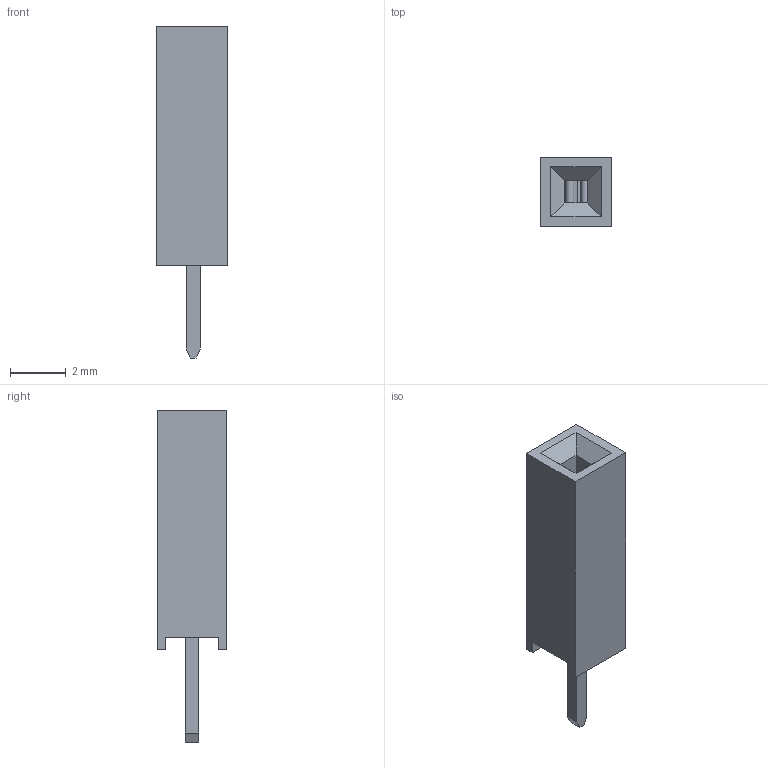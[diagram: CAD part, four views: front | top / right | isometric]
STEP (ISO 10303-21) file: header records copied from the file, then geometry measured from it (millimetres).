
FILE_DESCRIPTION(/* description */ (''),/* implementation_level */ '2;1');
FILE_NAME(/* name */ 'hf_1x1.step',/* time_stamp */ '2020-05-24T14:45:53+09:00',/* author */ (''),/* organization */ (''),/* preprocessor_version */ 'ST-DEVELOPER v18.1',/* originating_system */ 'Autodesk Translation Framework v9.3.0.1241',/* authorisation */ '');
FILE_SCHEMA (('AUTOMOTIVE_DESIGN { 1 0 10303 214 3 1 1 }'));
Length unit declared in the file: millimetre
Products named in the file (1): Header Female
Bounding box: 2.54 x 2.48 x 11.88 mm (x, y, z)
Volume: 36.4 mm3; surface area: 195.9 mm2
Topology: 1 solids, 1 shells, 47 faces, 119 edges, 78 vertices
Faces by surface type: plane 43, cylinder 4
Entity records: 1471 total; most frequent: CARTESIAN_POINT 245, ORIENTED_EDGE 238, DIRECTION 223, EDGE_CURVE 119, LINE 111, VECTOR 111, VERTEX_POINT 78, AXIS2_PLACEMENT_3D 56
